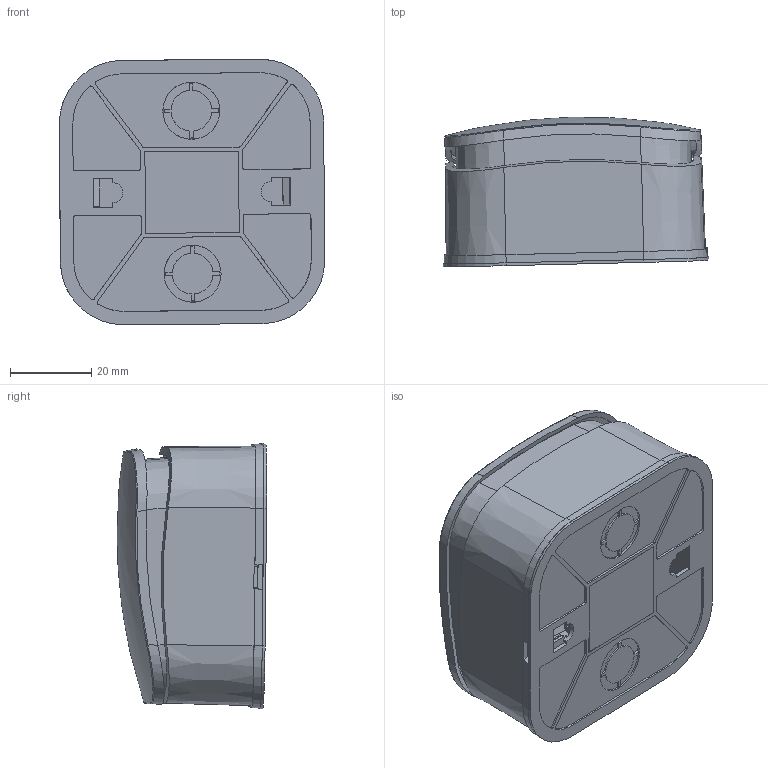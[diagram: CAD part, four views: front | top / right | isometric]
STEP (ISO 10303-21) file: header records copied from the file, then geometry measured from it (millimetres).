
FILE_DESCRIPTION (( 'STEP AP214' ), '1' );
FILE_NAME ('EVH10-K01-10_EVH14-K01-10_EVH12-K01-10(禖膹. 1-膹.).STEP', '2024-10-28T09:18:43', ( '' ), ( '' ), 'SwSTEP 2.0', 'SolidWorks 2022', '' );
FILE_SCHEMA (( 'AUTOMOTIVE_DESIGN' ));
Length unit declared in the file: millimetre
Products named in the file (4): MANIFOLD_SOLID_BREP_388.STEP; 73F-1 1______.SLDASM.STEP; 73F-1 ________.STEP; EVH10-K01-10_EVH14-K01-10_EVH12-K01-10(выкл. 1-кл.)
Assembly tree (3 placements, depth 2):
  EVH10-K01-10_EVH14-K01-10_EVH12-K01-10(выкл. 1-кл.)
    73F-1 ________.STEP
    MANIFOLD_SOLID_BREP_388.STEP
    73F-1 1______.SLDASM.STEP
Bounding box: 65.15 x 36.71 x 65.17 mm (x, y, z)
Volume: 24058.5 mm3; surface area: 40705.3 mm2
Topology: 3 solids, 3 shells, 972 faces, 2760 edges, 1826 vertices
Faces by surface type: plane 695, cone 129, cylinder 113, bspline 35
Entity records: 36013 total; most frequent: CARTESIAN_POINT 11575, ORIENTED_EDGE 5520, DIRECTION 4384, EDGE_CURVE 2760, LINE 1830, VECTOR 1830, VERTEX_POINT 1826, AXIS2_PLACEMENT_3D 1277
